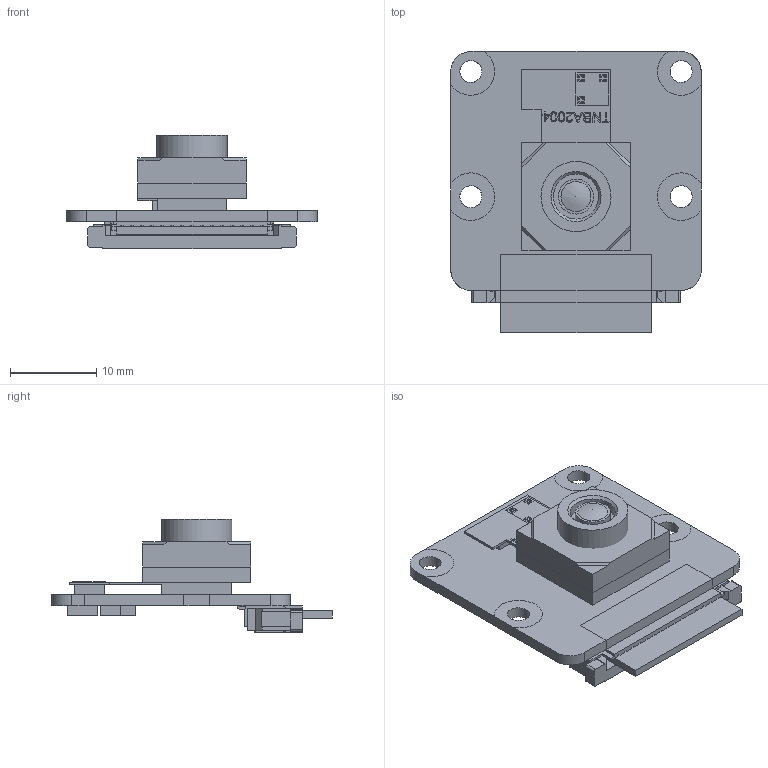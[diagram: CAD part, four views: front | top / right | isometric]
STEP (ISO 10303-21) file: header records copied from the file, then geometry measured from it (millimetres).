
FILE_DESCRIPTION(('FreeCAD Model'),'2;1');
FILE_NAME('Open CASCADE Shape Model','2025-05-02T03:07:59',('FreeCAD'),( 'FreeCAD'),'Open CASCADE STEP processor 7.6','FreeCAD','Unknown');
FILE_SCHEMA(('AUTOMOTIVE_DESIGN { 1 0 10303 214 1 1 1 1 }'));
Length unit declared in the file: millimetre
Products named in the file (1): Open CASCADE STEP translator 7.6 1
Bounding box: 28.96 x 32.5 x 13.14 mm (x, y, z)
Volume: 2726.2 mm3; surface area: 5151.2 mm2
Topology: 32 solids, 32 shells, 1179 faces, 3323 edges, 2137 vertices
Faces by surface type: bspline 1179
Entity records: 35157 total; most frequent: CARTESIAN_POINT 14892, ORIENTED_EDGE 6644, EDGE_CURVE 3322, B_SPLINE_CURVE_WITH_KNOTS 3261, VERTEX_POINT 2137, FACE_BOUND 1247, EDGE_LOOP 1247, ADVANCED_FACE 1179
